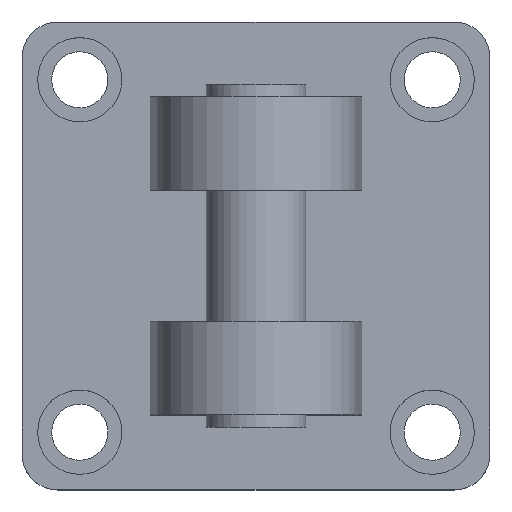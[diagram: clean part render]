
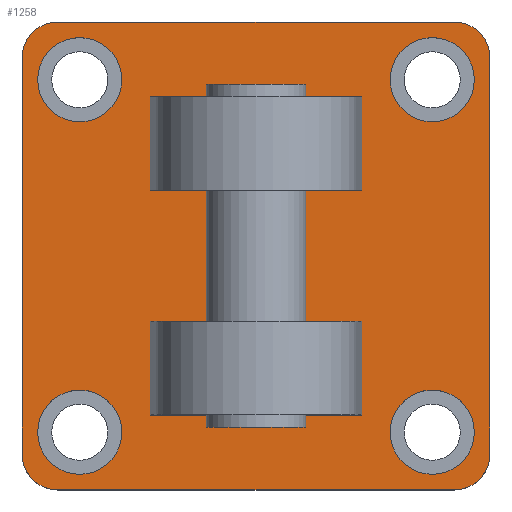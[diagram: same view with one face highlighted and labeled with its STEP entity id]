
A CAD part, top view. The second image highlights one B-rep face of the part: STEP entity #1258.
In plain terms, the highlighted planar face has unit normal (0, 0, 1).
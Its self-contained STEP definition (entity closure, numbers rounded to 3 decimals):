
#151=CARTESIAN_POINT('',(37.5,-31.75,11.0));
#152=VERTEX_POINT('',#151);
#153=CARTESIAN_POINT('',(31.75,-37.5,11.0));
#154=VERTEX_POINT('',#153);
#155=CARTESIAN_POINT('',(31.75,-31.75,11.0));
#156=DIRECTION('',(0.0,0.0,-1.));
#157=DIRECTION('',(0.707,-0.707,0.0));
#158=AXIS2_PLACEMENT_3D('',#155,#156,#157);
#159=CIRCLE('',#158,5.75);
#160=EDGE_CURVE('',#152,#154,#159,.T.);
#202=CARTESIAN_POINT('',(37.5,31.75,11.0));
#203=VERTEX_POINT('',#202);
#210=CARTESIAN_POINT('',(37.5,31.75,11.0));
#211=DIRECTION('',(0.0,-1.0,0.0));
#212=VECTOR('',#211,63.5);
#213=LINE('',#210,#212);
#214=EDGE_CURVE('',#203,#152,#213,.T.);
#338=CARTESIAN_POINT('',(-37.5,31.75,11.0));
#339=VERTEX_POINT('',#338);
#340=CARTESIAN_POINT('',(-31.75,37.5,11.0));
#341=VERTEX_POINT('',#340);
#342=CARTESIAN_POINT('',(-31.75,31.75,11.0));
#343=DIRECTION('',(0.0,0.0,-1.));
#344=DIRECTION('',(-0.707,0.707,0.0));
#345=AXIS2_PLACEMENT_3D('',#342,#343,#344);
#346=CIRCLE('',#345,5.75);
#347=EDGE_CURVE('',#339,#341,#346,.T.);
#371=CARTESIAN_POINT('',(31.75,37.5,11.0));
#372=VERTEX_POINT('',#371);
#373=CARTESIAN_POINT('',(-31.75,37.5,11.0));
#374=DIRECTION('',(1.0,0.0,0.0));
#375=VECTOR('',#374,63.5);
#376=LINE('',#373,#375);
#377=EDGE_CURVE('',#341,#372,#376,.T.);
#394=CARTESIAN_POINT('',(31.75,31.75,11.0));
#395=DIRECTION('',(0.0,0.0,-1.));
#396=DIRECTION('',(0.707,0.707,0.0));
#397=AXIS2_PLACEMENT_3D('',#394,#395,#396);
#398=CIRCLE('',#397,5.75);
#399=EDGE_CURVE('',#372,#203,#398,.T.);
#412=CARTESIAN_POINT('',(-31.75,-37.5,11.0));
#413=VERTEX_POINT('',#412);
#414=CARTESIAN_POINT('',(-37.5,-31.75,11.0));
#415=VERTEX_POINT('',#414);
#416=CARTESIAN_POINT('',(-31.75,-31.75,11.0));
#417=DIRECTION('',(0.0,0.0,-1.));
#418=DIRECTION('',(-0.707,-0.707,0.0));
#419=AXIS2_PLACEMENT_3D('',#416,#417,#418);
#420=CIRCLE('',#419,5.75);
#421=EDGE_CURVE('',#413,#415,#420,.T.);
#447=CARTESIAN_POINT('',(-37.5,-31.75,11.0));
#448=DIRECTION('',(0.0,1.0,0.0));
#449=VECTOR('',#448,63.5);
#450=LINE('',#447,#449);
#451=EDGE_CURVE('',#415,#339,#450,.T.);
#510=CARTESIAN_POINT('',(35.,28.25,11.0));
#511=VERTEX_POINT('',#510);
#512=CARTESIAN_POINT('',(28.25,28.25,11.0));
#513=DIRECTION('',(0.0,0.0,-1.0));
#514=DIRECTION('',(1.0,0.0,0.0));
#515=AXIS2_PLACEMENT_3D('',#512,#513,#514);
#516=CIRCLE('',#515,6.75);
#517=EDGE_CURVE('',#511,#511,#516,.T.);
#612=CARTESIAN_POINT('',(-21.5,-28.25,11.0));
#613=VERTEX_POINT('',#612);
#614=CARTESIAN_POINT('',(-28.25,-28.25,11.0));
#615=DIRECTION('',(0.0,0.0,-1.0));
#616=DIRECTION('',(1.0,0.0,0.0));
#617=AXIS2_PLACEMENT_3D('',#614,#615,#616);
#618=CIRCLE('',#617,6.75);
#619=EDGE_CURVE('',#613,#613,#618,.T.);
#714=CARTESIAN_POINT('',(-21.5,28.25,11.0));
#715=VERTEX_POINT('',#714);
#716=CARTESIAN_POINT('',(-28.25,28.25,11.0));
#717=DIRECTION('',(0.0,0.0,-1.0));
#718=DIRECTION('',(1.0,0.0,0.0));
#719=AXIS2_PLACEMENT_3D('',#716,#717,#718);
#720=CIRCLE('',#719,6.75);
#721=EDGE_CURVE('',#715,#715,#720,.T.);
#816=CARTESIAN_POINT('',(35.,-28.25,11.0));
#817=VERTEX_POINT('',#816);
#818=CARTESIAN_POINT('',(28.25,-28.25,11.0));
#819=DIRECTION('',(0.0,0.0,-1.0));
#820=DIRECTION('',(1.0,0.0,0.0));
#821=AXIS2_PLACEMENT_3D('',#818,#819,#820);
#822=CIRCLE('',#821,6.75);
#823=EDGE_CURVE('',#817,#817,#822,.T.);
#919=CARTESIAN_POINT('',(16.932,-10.5,11.));
#920=VERTEX_POINT('',#919);
#929=CARTESIAN_POINT('',(-16.932,-10.5,11.));
#930=VERTEX_POINT('',#929);
#931=CARTESIAN_POINT('',(16.932,-10.5,11.));
#932=DIRECTION('',(-1.0,0.0,0.0));
#933=VECTOR('',#932,33.864);
#934=LINE('',#931,#933);
#935=EDGE_CURVE('',#920,#930,#934,.T.);
#965=CARTESIAN_POINT('',(16.932,10.5,11.));
#966=VERTEX_POINT('',#965);
#982=CARTESIAN_POINT('',(-16.932,10.5,11.));
#983=VERTEX_POINT('',#982);
#990=CARTESIAN_POINT('',(16.932,10.5,11.));
#991=DIRECTION('',(-1.0,0.0,0.0));
#992=VECTOR('',#991,33.864);
#993=LINE('',#990,#992);
#994=EDGE_CURVE('',#966,#983,#993,.T.);
#1016=CARTESIAN_POINT('',(16.932,-25.5,11.0));
#1017=VERTEX_POINT('',#1016);
#1024=CARTESIAN_POINT('',(16.932,-10.5,11.));
#1025=DIRECTION('',(0.0,-1.0,0.0));
#1026=VECTOR('',#1025,15.);
#1027=LINE('',#1024,#1026);
#1028=EDGE_CURVE('',#920,#1017,#1027,.T.);
#1064=CARTESIAN_POINT('',(-16.932,-25.5,11.0));
#1065=VERTEX_POINT('',#1064);
#1066=CARTESIAN_POINT('',(-16.932,-25.5,11.0));
#1067=DIRECTION('',(0.0,1.0,0.0));
#1068=VECTOR('',#1067,15.);
#1069=LINE('',#1066,#1068);
#1070=EDGE_CURVE('',#1065,#930,#1069,.T.);
#1089=CARTESIAN_POINT('',(16.932,-25.5,11.0));
#1090=DIRECTION('',(-1.0,0.0,0.0));
#1091=VECTOR('',#1090,33.864);
#1092=LINE('',#1089,#1091);
#1093=EDGE_CURVE('',#1017,#1065,#1092,.T.);
#1108=CARTESIAN_POINT('',(16.932,25.5,11.0));
#1109=VERTEX_POINT('',#1108);
#1110=CARTESIAN_POINT('',(16.932,25.5,11.0));
#1111=DIRECTION('',(0.0,-1.0,0.0));
#1112=VECTOR('',#1111,15.);
#1113=LINE('',#1110,#1112);
#1114=EDGE_CURVE('',#1109,#966,#1113,.T.);
#1165=CARTESIAN_POINT('',(-16.932,25.5,11.0));
#1166=VERTEX_POINT('',#1165);
#1173=CARTESIAN_POINT('',(-16.932,10.5,11.));
#1174=DIRECTION('',(0.0,1.0,0.0));
#1175=VECTOR('',#1174,15.);
#1176=LINE('',#1173,#1175);
#1177=EDGE_CURVE('',#983,#1166,#1176,.T.);
#1187=CARTESIAN_POINT('',(-16.932,25.5,11.0));
#1188=DIRECTION('',(1.0,0.0,0.0));
#1189=VECTOR('',#1188,33.864);
#1190=LINE('',#1187,#1189);
#1191=EDGE_CURVE('',#1166,#1109,#1190,.T.);
#1208=CARTESIAN_POINT('',(31.75,-37.5,11.0));
#1209=DIRECTION('',(-1.0,0.0,0.0));
#1210=VECTOR('',#1209,63.5);
#1211=LINE('',#1208,#1210);
#1212=EDGE_CURVE('',#154,#413,#1211,.T.);
#1219=CARTESIAN_POINT('',(0.0,0.0,11.0));
#1220=DIRECTION('',(0.0,0.0,1.0));
#1221=DIRECTION('',(1.0,0.0,0.0));
#1222=AXIS2_PLACEMENT_3D('',#1219,#1220,#1221);
#1223=PLANE('',#1222);
#1224=ORIENTED_EDGE('',*,*,#160,.F.);
#1225=ORIENTED_EDGE('',*,*,#214,.F.);
#1226=ORIENTED_EDGE('',*,*,#399,.F.);
#1227=ORIENTED_EDGE('',*,*,#377,.F.);
#1228=ORIENTED_EDGE('',*,*,#347,.F.);
#1229=ORIENTED_EDGE('',*,*,#451,.F.);
#1230=ORIENTED_EDGE('',*,*,#421,.F.);
#1231=ORIENTED_EDGE('',*,*,#1212,.F.);
#1232=EDGE_LOOP('',(#1224,#1225,#1226,#1227,#1228,#1229,#1230,#1231));
#1233=FACE_OUTER_BOUND('',#1232,.T.);
#1234=ORIENTED_EDGE('',*,*,#517,.T.);
#1235=EDGE_LOOP('',(#1234));
#1236=FACE_BOUND('',#1235,.T.);
#1237=ORIENTED_EDGE('',*,*,#619,.T.);
#1238=EDGE_LOOP('',(#1237));
#1239=FACE_BOUND('',#1238,.T.);
#1240=ORIENTED_EDGE('',*,*,#721,.T.);
#1241=EDGE_LOOP('',(#1240));
#1242=FACE_BOUND('',#1241,.T.);
#1243=ORIENTED_EDGE('',*,*,#823,.T.);
#1244=EDGE_LOOP('',(#1243));
#1245=FACE_BOUND('',#1244,.T.);
#1246=ORIENTED_EDGE('',*,*,#1028,.T.);
#1247=ORIENTED_EDGE('',*,*,#1093,.T.);
#1248=ORIENTED_EDGE('',*,*,#1070,.T.);
#1249=ORIENTED_EDGE('',*,*,#935,.F.);
#1250=EDGE_LOOP('',(#1246,#1247,#1248,#1249));
#1251=FACE_BOUND('',#1250,.T.);
#1252=ORIENTED_EDGE('',*,*,#994,.T.);
#1253=ORIENTED_EDGE('',*,*,#1177,.T.);
#1254=ORIENTED_EDGE('',*,*,#1191,.T.);
#1255=ORIENTED_EDGE('',*,*,#1114,.T.);
#1256=EDGE_LOOP('',(#1252,#1253,#1254,#1255));
#1257=FACE_BOUND('',#1256,.T.);
#1258=ADVANCED_FACE('',(#1233,#1236,#1239,#1242,#1245,#1251,#1257),#1223,.T.);
